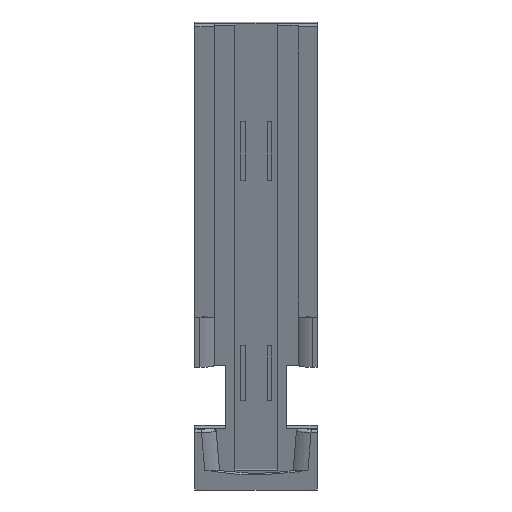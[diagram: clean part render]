
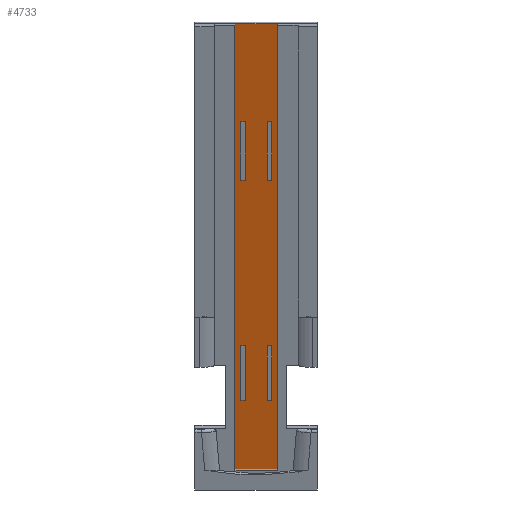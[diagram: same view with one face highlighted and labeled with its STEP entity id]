
A CAD part, top view. The second image highlights one B-rep face of the part: STEP entity #4733.
In plain terms, the highlighted planar face has unit normal (0, -0.375, 0.927).
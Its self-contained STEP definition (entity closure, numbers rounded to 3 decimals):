
#103=FACE_BOUND('',#445,.T.);
#104=FACE_BOUND('',#446,.T.);
#105=FACE_BOUND('',#447,.T.);
#106=FACE_BOUND('',#448,.T.);
#179=FACE_OUTER_BOUND('',#444,.T.);
#444=EDGE_LOOP('',(#3312,#3313,#3314,#3315,#3316,#3317,#3318,#3319,#3320));
#445=EDGE_LOOP('',(#3321,#3322,#3323,#3324));
#446=EDGE_LOOP('',(#3325,#3326,#3327,#3328));
#447=EDGE_LOOP('',(#3329,#3330,#3331,#3332));
#448=EDGE_LOOP('',(#3333,#3334,#3335,#3336));
#760=LINE('',#6613,#1396);
#763=LINE('',#6619,#1399);
#766=LINE('',#6624,#1402);
#813=LINE('',#6717,#1449);
#815=LINE('',#6721,#1451);
#816=LINE('',#6725,#1452);
#819=LINE('',#6729,#1455);
#820=LINE('',#6736,#1456);
#821=LINE('',#6737,#1457);
#822=LINE('',#6740,#1458);
#823=LINE('',#6742,#1459);
#824=LINE('',#6744,#1460);
#825=LINE('',#6745,#1461);
#826=LINE('',#6748,#1462);
#827=LINE('',#6750,#1463);
#828=LINE('',#6752,#1464);
#829=LINE('',#6753,#1465);
#830=LINE('',#6756,#1466);
#831=LINE('',#6758,#1467);
#832=LINE('',#6760,#1468);
#833=LINE('',#6761,#1469);
#834=LINE('',#6764,#1470);
#835=LINE('',#6766,#1471);
#836=LINE('',#6768,#1472);
#837=LINE('',#6769,#1473);
#1396=VECTOR('',#5351,10.);
#1399=VECTOR('',#5356,10.);
#1402=VECTOR('',#5361,10.);
#1449=VECTOR('',#5454,10.);
#1451=VECTOR('',#5458,10.);
#1452=VECTOR('',#5461,10.);
#1455=VECTOR('',#5466,10.);
#1456=VECTOR('',#5477,10.);
#1457=VECTOR('',#5478,10.);
#1458=VECTOR('',#5479,10.);
#1459=VECTOR('',#5480,10.);
#1460=VECTOR('',#5481,10.);
#1461=VECTOR('',#5482,10.);
#1462=VECTOR('',#5483,10.);
#1463=VECTOR('',#5484,10.);
#1464=VECTOR('',#5485,10.);
#1465=VECTOR('',#5486,10.);
#1466=VECTOR('',#5487,10.);
#1467=VECTOR('',#5488,10.);
#1468=VECTOR('',#5489,10.);
#1469=VECTOR('',#5490,10.);
#1470=VECTOR('',#5491,10.);
#1471=VECTOR('',#5492,10.);
#1472=VECTOR('',#5493,10.);
#1473=VECTOR('',#5494,10.);
#2025=VERTEX_POINT('',#6611);
#2026=VERTEX_POINT('',#6612);
#2027=VERTEX_POINT('',#6617);
#2028=VERTEX_POINT('',#6618);
#2029=VERTEX_POINT('',#6623);
#2053=VERTEX_POINT('',#6719);
#2054=VERTEX_POINT('',#6723);
#2055=VERTEX_POINT('',#6724);
#2056=VERTEX_POINT('',#6735);
#2057=VERTEX_POINT('',#6738);
#2058=VERTEX_POINT('',#6739);
#2059=VERTEX_POINT('',#6741);
#2060=VERTEX_POINT('',#6743);
#2061=VERTEX_POINT('',#6746);
#2062=VERTEX_POINT('',#6747);
#2063=VERTEX_POINT('',#6749);
#2064=VERTEX_POINT('',#6751);
#2065=VERTEX_POINT('',#6754);
#2066=VERTEX_POINT('',#6755);
#2067=VERTEX_POINT('',#6757);
#2068=VERTEX_POINT('',#6759);
#2069=VERTEX_POINT('',#6762);
#2070=VERTEX_POINT('',#6763);
#2071=VERTEX_POINT('',#6765);
#2072=VERTEX_POINT('',#6767);
#2484=EDGE_CURVE('',#2025,#2026,#760,.T.);
#2487=EDGE_CURVE('',#2027,#2028,#763,.T.);
#2490=EDGE_CURVE('',#2029,#2027,#766,.T.);
#2537=EDGE_CURVE('',#2028,#2025,#813,.T.);
#2539=EDGE_CURVE('',#2026,#2053,#815,.T.);
#2540=EDGE_CURVE('',#2054,#2055,#816,.T.);
#2543=EDGE_CURVE('',#2055,#2029,#819,.T.);
#2544=EDGE_CURVE('',#2056,#2053,#820,.T.);
#2545=EDGE_CURVE('',#2054,#2056,#821,.T.);
#2546=EDGE_CURVE('',#2057,#2058,#822,.T.);
#2547=EDGE_CURVE('',#2058,#2059,#823,.T.);
#2548=EDGE_CURVE('',#2059,#2060,#824,.T.);
#2549=EDGE_CURVE('',#2060,#2057,#825,.T.);
#2550=EDGE_CURVE('',#2061,#2062,#826,.T.);
#2551=EDGE_CURVE('',#2062,#2063,#827,.T.);
#2552=EDGE_CURVE('',#2063,#2064,#828,.T.);
#2553=EDGE_CURVE('',#2064,#2061,#829,.T.);
#2554=EDGE_CURVE('',#2065,#2066,#830,.T.);
#2555=EDGE_CURVE('',#2066,#2067,#831,.T.);
#2556=EDGE_CURVE('',#2067,#2068,#832,.T.);
#2557=EDGE_CURVE('',#2068,#2065,#833,.T.);
#2558=EDGE_CURVE('',#2069,#2070,#834,.T.);
#2559=EDGE_CURVE('',#2070,#2071,#835,.T.);
#2560=EDGE_CURVE('',#2071,#2072,#836,.T.);
#2561=EDGE_CURVE('',#2072,#2069,#837,.T.);
#3312=ORIENTED_EDGE('',*,*,#2539,.T.);
#3313=ORIENTED_EDGE('',*,*,#2544,.F.);
#3314=ORIENTED_EDGE('',*,*,#2545,.F.);
#3315=ORIENTED_EDGE('',*,*,#2540,.T.);
#3316=ORIENTED_EDGE('',*,*,#2543,.T.);
#3317=ORIENTED_EDGE('',*,*,#2490,.T.);
#3318=ORIENTED_EDGE('',*,*,#2487,.T.);
#3319=ORIENTED_EDGE('',*,*,#2537,.T.);
#3320=ORIENTED_EDGE('',*,*,#2484,.T.);
#3321=ORIENTED_EDGE('',*,*,#2546,.T.);
#3322=ORIENTED_EDGE('',*,*,#2547,.T.);
#3323=ORIENTED_EDGE('',*,*,#2548,.T.);
#3324=ORIENTED_EDGE('',*,*,#2549,.T.);
#3325=ORIENTED_EDGE('',*,*,#2550,.T.);
#3326=ORIENTED_EDGE('',*,*,#2551,.T.);
#3327=ORIENTED_EDGE('',*,*,#2552,.T.);
#3328=ORIENTED_EDGE('',*,*,#2553,.T.);
#3329=ORIENTED_EDGE('',*,*,#2554,.T.);
#3330=ORIENTED_EDGE('',*,*,#2555,.T.);
#3331=ORIENTED_EDGE('',*,*,#2556,.T.);
#3332=ORIENTED_EDGE('',*,*,#2557,.T.);
#3333=ORIENTED_EDGE('',*,*,#2558,.T.);
#3334=ORIENTED_EDGE('',*,*,#2559,.T.);
#3335=ORIENTED_EDGE('',*,*,#2560,.T.);
#3336=ORIENTED_EDGE('',*,*,#2561,.T.);
#4494=PLANE('',#5017);
#4733=ADVANCED_FACE('',(#179,#103,#104,#105,#106),#4494,.T.);
#5017=AXIS2_PLACEMENT_3D('',#6734,#5475,#5476);
#5351=DIRECTION('',(0.,0.927,0.375));
#5356=DIRECTION('',(0.,-0.927,-0.375));
#5361=DIRECTION('',(1.,0.,0.));
#5454=DIRECTION('',(1.,0.,0.));
#5458=DIRECTION('',(1.,0.,0.));
#5461=DIRECTION('',(1.,0.,0.));
#5466=DIRECTION('',(0.,-0.927,-0.375));
#5475=DIRECTION('center_axis',(0.,-0.375,
0.927));
#5476=DIRECTION('ref_axis',(1.,0.,0.));
#5477=DIRECTION('',(0.,-0.927,-0.375));
#5478=DIRECTION('',(1.,0.,0.));
#5479=DIRECTION('',(-1.,0.,0.));
#5480=DIRECTION('',(0.,0.927,0.375));
#5481=DIRECTION('',(1.,0.,0.));
#5482=DIRECTION('',(0.,-0.927,-0.375));
#5483=DIRECTION('',(1.,0.,0.));
#5484=DIRECTION('',(0.,-0.927,-0.375));
#5485=DIRECTION('',(-1.,0.,0.));
#5486=DIRECTION('',(0.,0.927,0.375));
#5487=DIRECTION('',(-1.,0.,0.));
#5488=DIRECTION('',(0.,0.927,0.375));
#5489=DIRECTION('',(1.,0.,0.));
#5490=DIRECTION('',(0.,-0.927,-0.375));
#5491=DIRECTION('',(-1.,0.,0.));
#5492=DIRECTION('',(0.,0.927,0.375));
#5493=DIRECTION('',(1.,0.,0.));
#5494=DIRECTION('',(0.,-0.927,-0.375));
#6611=CARTESIAN_POINT('',(-6.099,-43.093,80.006));
#6612=CARTESIAN_POINT('',(-6.099,260.096,202.503));
#6613=CARTESIAN_POINT('',(-6.099,181.286,170.661));
#6617=CARTESIAN_POINT('',(-35.099,260.096,202.503));
#6618=CARTESIAN_POINT('',(-35.099,-43.093,80.006));
#6619=CARTESIAN_POINT('',(-35.099,29.691,109.413));
#6623=CARTESIAN_POINT('',(-49.1,260.096,202.503));
#6624=CARTESIAN_POINT('',(-27.442,260.096,202.503));
#6717=CARTESIAN_POINT('',(-20.691,-43.093,80.006));
#6719=CARTESIAN_POINT('',(20.904,260.096,202.503));
#6721=CARTESIAN_POINT('',(0.06,260.096,202.503));
#6723=CARTESIAN_POINT('',(-62.474,260.097,202.503));
#6724=CARTESIAN_POINT('',(-49.1,260.097,202.503));
#6725=CARTESIAN_POINT('',(-34.942,260.097,202.503));
#6729=CARTESIAN_POINT('',(-49.1,181.286,170.661));
#6734=CARTESIAN_POINT('Origin',(-20.785,102.475,138.82));
#6735=CARTESIAN_POINT('',(20.904,260.097,202.503));
#6736=CARTESIAN_POINT('',(20.904,260.097,202.503));
#6737=CARTESIAN_POINT('',(-62.474,260.097,202.503));
#6738=CARTESIAN_POINT('',(-28.1,153.415,159.401));
#6739=CARTESIAN_POINT('',(-31.1,153.415,159.401));
#6740=CARTESIAN_POINT('',(-24.442,153.415,159.401));
#6741=CARTESIAN_POINT('',(-31.1,193.415,175.562));
#6742=CARTESIAN_POINT('',(-31.1,128.394,149.292));
#6743=CARTESIAN_POINT('',(-28.1,193.415,175.562));
#6744=CARTESIAN_POINT('',(-24.442,193.415,175.562));
#6745=CARTESIAN_POINT('',(-28.1,128.394,149.292));
#6746=CARTESIAN_POINT('',(-13.1,193.415,175.562));
#6747=CARTESIAN_POINT('',(-10.1,193.415,175.562));
#6748=CARTESIAN_POINT('',(-15.442,193.415,175.562));
#6749=CARTESIAN_POINT('',(-10.1,153.415,159.401));
#6750=CARTESIAN_POINT('',(-10.1,137.945,153.151));
#6751=CARTESIAN_POINT('',(-13.1,153.415,159.401));
#6752=CARTESIAN_POINT('',(-15.442,153.415,159.401));
#6753=CARTESIAN_POINT('',(-13.1,137.945,153.151));
#6754=CARTESIAN_POINT('',(-28.1,3.625,98.882));
#6755=CARTESIAN_POINT('',(-31.1,3.625,98.882));
#6756=CARTESIAN_POINT('',(-24.442,3.625,98.882));
#6757=CARTESIAN_POINT('',(-31.1,40.712,113.866));
#6758=CARTESIAN_POINT('',(-31.1,58.606,121.096));
#6759=CARTESIAN_POINT('',(-28.1,40.712,113.866));
#6760=CARTESIAN_POINT('',(-24.442,40.712,113.866));
#6761=CARTESIAN_POINT('',(-28.1,58.606,121.096));
#6762=CARTESIAN_POINT('',(-10.1,3.625,98.882));
#6763=CARTESIAN_POINT('',(-13.1,3.625,98.882));
#6764=CARTESIAN_POINT('',(-15.442,3.625,98.882));
#6765=CARTESIAN_POINT('',(-13.1,40.712,113.866));
#6766=CARTESIAN_POINT('',(-13.1,58.606,121.096));
#6767=CARTESIAN_POINT('',(-10.1,40.712,113.866));
#6768=CARTESIAN_POINT('',(-15.442,40.712,113.866));
#6769=CARTESIAN_POINT('',(-10.1,58.606,121.096));
